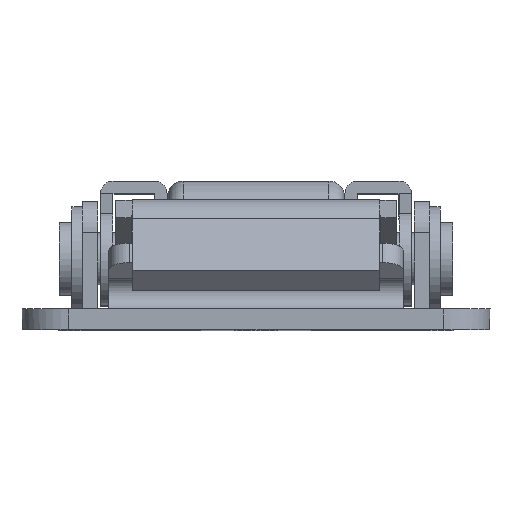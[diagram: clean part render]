
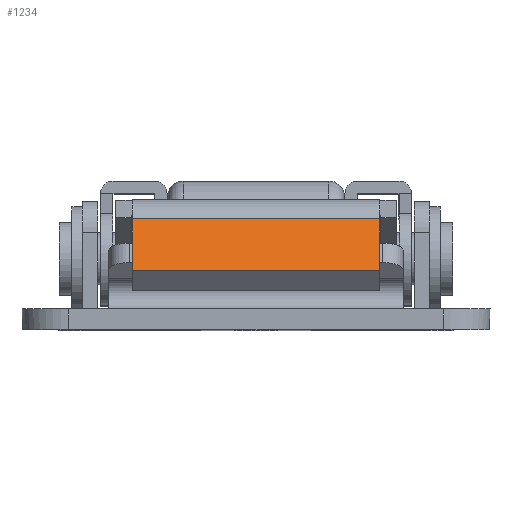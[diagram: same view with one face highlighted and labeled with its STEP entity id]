
A CAD part, top view. The second image highlights one B-rep face of the part: STEP entity #1234.
In plain terms, the highlighted face is planar.
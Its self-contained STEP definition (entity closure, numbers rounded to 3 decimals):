
#1174 = EDGE_LOOP ( 'NONE', ( #1231, #1239, #1242, #1218 ) ) ;
#1176 = EDGE_CURVE ( 'NONE', #1177, #1178, #5046, .T. ) ;
#1177 = VERTEX_POINT ( 'NONE', #5002 ) ;
#1178 = VERTEX_POINT ( 'NONE', #5047 ) ;
#1183 = EDGE_CURVE ( 'NONE', #1197, #1244, #5033, .T. ) ;
#1186 = EDGE_CURVE ( 'NONE', #1244, #1178, #5088, .T. ) ;
#1197 = VERTEX_POINT ( 'NONE', #5090 ) ;
#1218 = ORIENTED_EDGE ( 'NONE', *, *, #1186, .T. ) ;
#1231 = ORIENTED_EDGE ( 'NONE', *, *, #1176, .F. ) ;
#1234 = ADVANCED_FACE ( 'NONE', ( #5097 ), #5136, .F. ) ;
#1236 = EDGE_CURVE ( 'NONE', #1177, #1197, #5129, .T. ) ;
#1239 = ORIENTED_EDGE ( 'NONE', *, *, #1236, .T. ) ;
#1242 = ORIENTED_EDGE ( 'NONE', *, *, #1183, .T. ) ;
#1244 = VERTEX_POINT ( 'NONE', #5124 ) ;
#5002 = CARTESIAN_POINT ( 'NONE',  ( -32.9, -3.523, 11.9 ) ) ;
#5024 = DIRECTION ( 'NONE',  ( 0., 0., -1. ) ) ;
#5025 = VECTOR ( 'NONE', #5024, 1000. ) ;
#5026 = CARTESIAN_POINT ( 'NONE',  ( -31.148, 1.568, 13.5 ) ) ;
#5033 = LINE ( 'NONE', #5026, #5025 ) ;
#5043 = DIRECTION ( 'NONE',  ( 0., 0., -1. ) ) ;
#5044 = VECTOR ( 'NONE', #5043, 1000. ) ;
#5045 = CARTESIAN_POINT ( 'NONE',  ( -32.9, -3.523, 13.5 ) ) ;
#5046 = LINE ( 'NONE', #5045, #5044 ) ;
#5047 = CARTESIAN_POINT ( 'NONE',  ( -32.9, -3.523, -11.9 ) ) ;
#5085 = DIRECTION ( 'NONE',  ( -0.325, -0.946, 0. ) ) ;
#5086 = VECTOR ( 'NONE', #5085, 1000. ) ;
#5087 = CARTESIAN_POINT ( 'NONE',  ( -31.148, 1.568, -11.9 ) ) ;
#5088 = LINE ( 'NONE', #5087, #5086 ) ;
#5090 = CARTESIAN_POINT ( 'NONE',  ( -31.148, 1.568, 11.9 ) ) ;
#5097 = FACE_OUTER_BOUND ( 'NONE', #1174, .T. ) ;
#5124 = CARTESIAN_POINT ( 'NONE',  ( -31.148, 1.568, -11.9 ) ) ;
#5125 = DIRECTION ( 'NONE',  ( 0.325, 0.946, 0. ) ) ;
#5126 = DIRECTION ( 'NONE',  ( 0.946, -0.325, 0. ) ) ;
#5128 = CARTESIAN_POINT ( 'NONE',  ( -31.148, 1.568, 11.9 ) ) ;
#5129 = LINE ( 'NONE', #5128, #5182 ) ;
#5130 = AXIS2_PLACEMENT_3D ( 'NONE', #5142, #5126, #5125 ) ;
#5136 = PLANE ( 'NONE',  #5130 ) ;
#5142 = CARTESIAN_POINT ( 'NONE',  ( -31.148, 1.568, 13.5 ) ) ;
#5181 = DIRECTION ( 'NONE',  ( 0.325, 0.946, 0. ) ) ;
#5182 = VECTOR ( 'NONE', #5181, 1000. ) ;
